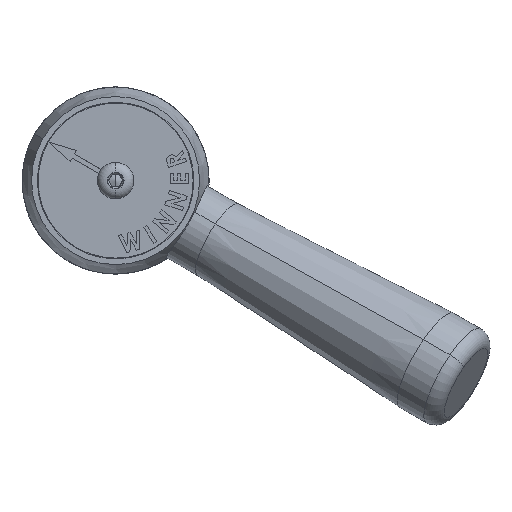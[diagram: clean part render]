
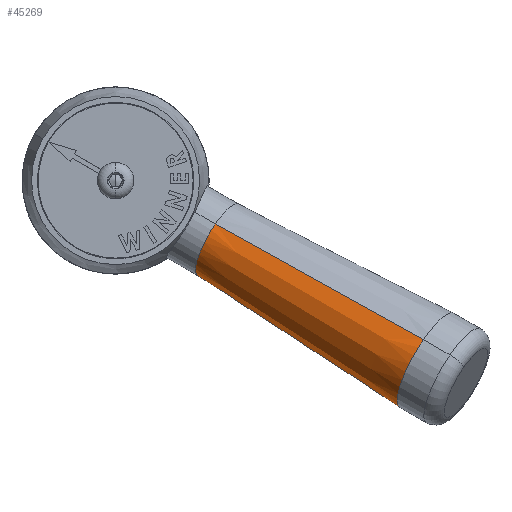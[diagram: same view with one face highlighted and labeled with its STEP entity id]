
A CAD part, left-side view. The second image highlights one B-rep face of the part: STEP entity #45269.
In plain terms, the highlighted conical face has half-angle 3 degrees and reference radius 8.35 mm.
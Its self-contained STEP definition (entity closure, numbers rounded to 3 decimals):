
#810 = CARTESIAN_POINT ( 'NONE',  ( -40.056, -63.748, -40.598 ) ) ;
#2978 = VERTEX_POINT ( 'NONE', #43013 ) ;
#7358 = AXIS2_PLACEMENT_3D ( 'NONE', #41680, #54802, #66384 ) ;
#9581 = CIRCLE ( 'NONE', #12197, 8.35 ) ;
#10660 = DIRECTION ( 'NONE',  ( -0.307, -0.832, -0.462 ) ) ;
#11206 = CARTESIAN_POINT ( 'NONE',  ( -44.806, -20.2, -8.783 ) ) ;
#12197 = AXIS2_PLACEMENT_3D ( 'NONE', #70206, #63754, #64826 ) ;
#12667 = EDGE_CURVE ( 'NONE', #59743, #77263, #73591, .T. ) ;
#12949 = ORIENTED_EDGE ( 'NONE', *, *, #12667, .T. ) ;
#13311 = LINE ( 'NONE', #79049, #24939 ) ;
#14590 = CONICAL_SURFACE ( 'NONE', #7358, 8.35, 0.052 ) ;
#20120 = DIRECTION ( 'NONE',  ( -0.922, 0.065, 0.382 ) ) ;
#23855 = LINE ( 'NONE', #11206, #34339 ) ;
#24939 = VECTOR ( 'NONE', #29055, 1000. ) ;
#28211 = EDGE_CURVE ( 'NONE', #57046, #2978, #9581, .T. ) ;
#29055 = DIRECTION ( 'NONE',  ( -0.21, -0.839, -0.502 ) ) ;
#34339 = VECTOR ( 'NONE', #10660, 1000. ) ;
#38675 = DIRECTION ( 'NONE',  ( 0.259, 0.837, 0.483 ) ) ;
#41680 = CARTESIAN_POINT ( 'NONE',  ( -37.109, -20.739, -11.974 ) ) ;
#43013 = CARTESIAN_POINT ( 'NONE',  ( -44.806, -20.2, -8.783 ) ) ;
#45269 = ADVANCED_FACE ( 'NONE', ( #59836 ), #14590, .T. ) ;
#47851 = CARTESIAN_POINT ( 'NONE',  ( -29.412, -21.279, -15.165 ) ) ;
#51313 = CARTESIAN_POINT ( 'NONE',  ( -50.196, -63.038, -36.395 ) ) ;
#51956 = ORIENTED_EDGE ( 'NONE', *, *, #56922, .T. ) ;
#52072 = AXIS2_PLACEMENT_3D ( 'NONE', #51313, #38675, #20120 ) ;
#54802 = DIRECTION ( 'NONE',  ( -0.259, -0.837, -0.483 ) ) ;
#56922 = EDGE_CURVE ( 'NONE', #57046, #59743, #13311, .T. ) ;
#57046 = VERTEX_POINT ( 'NONE', #47851 ) ;
#59743 = VERTEX_POINT ( 'NONE', #810 ) ;
#59836 = FACE_OUTER_BOUND ( 'NONE', #66768, .T. ) ;
#62085 = CARTESIAN_POINT ( 'NONE',  ( -60.337, -62.327, -32.191 ) ) ;
#63754 = DIRECTION ( 'NONE',  ( 0.259, 0.837, 0.483 ) ) ;
#64826 = DIRECTION ( 'NONE',  ( -0.922, 0.065, 0.382 ) ) ;
#66384 = DIRECTION ( 'NONE',  ( 0.922, -0.065, -0.382 ) ) ;
#66768 = EDGE_LOOP ( 'NONE', ( #70229, #69571, #51956, #12949 ) ) ;
#68603 = EDGE_CURVE ( 'NONE', #2978, #77263, #23855, .T. ) ;
#69571 = ORIENTED_EDGE ( 'NONE', *, *, #28211, .F. ) ;
#70206 = CARTESIAN_POINT ( 'NONE',  ( -37.109, -20.739, -11.974 ) ) ;
#70229 = ORIENTED_EDGE ( 'NONE', *, *, #68603, .F. ) ;
#73591 = CIRCLE ( 'NONE', #52072, 11. ) ;
#77263 = VERTEX_POINT ( 'NONE', #62085 ) ;
#79049 = CARTESIAN_POINT ( 'NONE',  ( -29.412, -21.279, -15.165 ) ) ;
